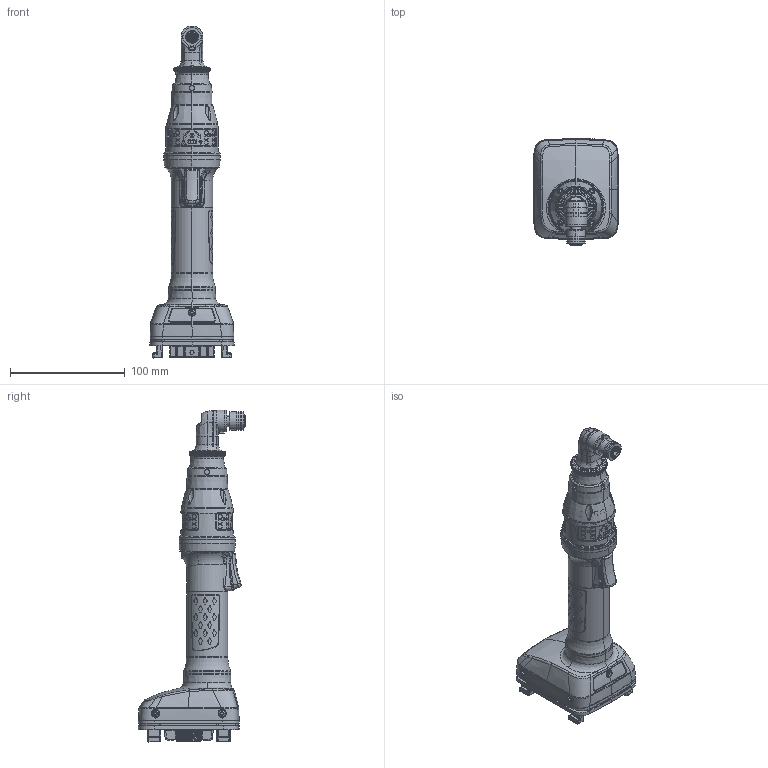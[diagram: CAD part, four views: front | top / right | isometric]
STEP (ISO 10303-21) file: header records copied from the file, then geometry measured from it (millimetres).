
FILE_DESCRIPTION((''),'2;1');
FILE_NAME('EXT_COMP_SW0012','2023-03-13T23:23:26',('INEdipo'),(''),'CREO PARAMETRIC BY PTC INC, 2020281','CREO PARAMETRIC BY PTC INC, 2020281','');
FILE_SCHEMA(('CONFIG_CONTROL_DESIGN'));
Products named in the file (1): EXT_COMP_SW0012
Bounding box: 73.4 x 94.05 x 289.6 mm (x, y, z)
Volume: 135145.8 mm3; surface area: 77980.3 mm2
Topology: 7 solids, 8 shells, 9655 faces, 20241 edges, 10715 vertices
Faces by surface type: plane 6547, bspline 1181, cylinder 1051, torus 668, cone 143, sphere 44, extrusion 16, revolution 5
Entity records: 334658 total; most frequent: CARTESIAN_POINT 150836, ORIENTED_EDGE 40464, DIRECTION 32243, EDGE_CURVE 20232, AXIS2_PLACEMENT_3D 10776, VERTEX_POINT 10715, VECTOR 10686, LINE 10670
